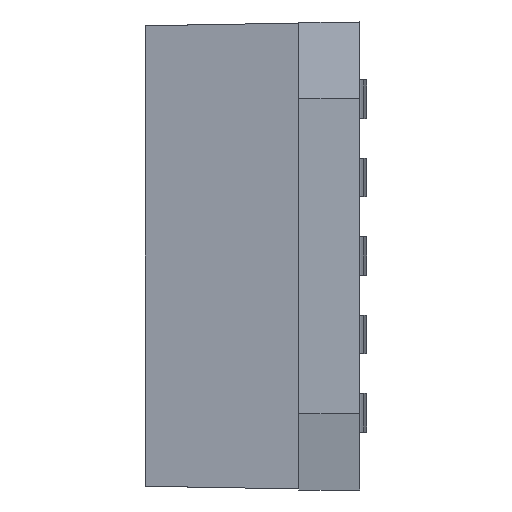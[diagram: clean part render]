
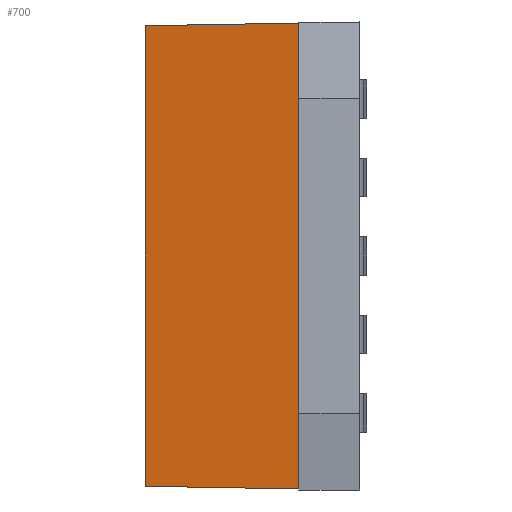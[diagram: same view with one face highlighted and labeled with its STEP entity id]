
A CAD part, left-side view. The second image highlights one B-rep face of the part: STEP entity #700.
In plain terms, the highlighted planar face has unit normal (-0.993, 0.122, 0).
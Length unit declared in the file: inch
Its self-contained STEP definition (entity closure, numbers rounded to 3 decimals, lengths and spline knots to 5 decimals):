
#50 = CARTESIAN_POINT ( 'NONE',  ( -0.2325, 0.052, -0.1 ) ) ;
#59 = EDGE_CURVE ( 'NONE', #2175, #1784, #1102, .T. ) ;
#92 = AXIS2_PLACEMENT_3D ( 'NONE', #1922, #1946, #1900 ) ;
#105 = EDGE_LOOP ( 'NONE', ( #2905, #406, #1423, #553, #2852, #3125 ) ) ;
#112 = DIRECTION ( 'NONE',  ( 0., 0., -1. ) ) ;
#187 = DIRECTION ( 'NONE',  ( 0., 0., -1. ) ) ;
#397 = VECTOR ( 'NONE', #112, 39.37008 ) ;
#406 = ORIENTED_EDGE ( 'NONE', *, *, #534, .T. ) ;
#436 = VERTEX_POINT ( 'NONE', #995 ) ;
#527 = VECTOR ( 'NONE', #1187, 39.37008 ) ;
#534 = EDGE_CURVE ( 'NONE', #1192, #2152, #1843, .T. ) ;
#553 = ORIENTED_EDGE ( 'NONE', *, *, #1339, .T. ) ;
#643 = FACE_OUTER_BOUND ( 'NONE', #105, .T. ) ;
#647 = LINE ( 'NONE', #2619, #2458 ) ;
#700 = ADVANCED_FACE ( 'NONE', ( #643 ), #3200, .T. ) ;
#946 = LINE ( 'NONE', #2167, #527 ) ;
#981 = DIRECTION ( 'NONE',  ( 0., 0., 1. ) ) ;
#995 = CARTESIAN_POINT ( 'NONE',  ( -0.2325, 0.052, 0.1 ) ) ;
#1088 = CARTESIAN_POINT ( 'NONE',  ( -0.216, 0.18638, 0.19675 ) ) ;
#1102 = LINE ( 'NONE', #1302, #397 ) ;
#1179 = VERTEX_POINT ( 'NONE', #2035 ) ;
#1187 = DIRECTION ( 'NONE',  ( 0., 0., -1. ) ) ;
#1192 = VERTEX_POINT ( 'NONE', #2550 ) ;
#1302 = CARTESIAN_POINT ( 'NONE',  ( -0.2325, 0.052, -0.2 ) ) ;
#1339 = EDGE_CURVE ( 'NONE', #1179, #1784, #647, .T. ) ;
#1387 = EDGE_CURVE ( 'NONE', #436, #2175, #946, .T. ) ;
#1423 = ORIENTED_EDGE ( 'NONE', *, *, #1480, .F. ) ;
#1430 = EDGE_CURVE ( 'NONE', #1192, #436, #1632, .T. ) ;
#1480 = EDGE_CURVE ( 'NONE', #1179, #2152, #2878, .T. ) ;
#1558 = VECTOR ( 'NONE', #981, 39.37008 ) ;
#1632 = LINE ( 'NONE', #1872, #2770 ) ;
#1784 = VERTEX_POINT ( 'NONE', #2344 ) ;
#1804 = DIRECTION ( 'NONE',  ( 0.122, 0.992, -0.017 ) ) ;
#1843 = LINE ( 'NONE', #1088, #2646 ) ;
#1872 = CARTESIAN_POINT ( 'NONE',  ( -0.2325, 0.052, -0.2 ) ) ;
#1900 = DIRECTION ( 'NONE',  ( 0., 0., -1. ) ) ;
#1909 = CARTESIAN_POINT ( 'NONE',  ( -0.21642, 0.183, 0.19681 ) ) ;
#1918 = CARTESIAN_POINT ( 'NONE',  ( -0.21642, 0.183, 0.2 ) ) ;
#1922 = CARTESIAN_POINT ( 'NONE',  ( -0.21642, 0.183, 0. ) ) ;
#1946 = DIRECTION ( 'NONE',  ( -0.993, 0.122, 0. ) ) ;
#2035 = CARTESIAN_POINT ( 'NONE',  ( -0.21642, 0.183, -0.19681 ) ) ;
#2104 = DIRECTION ( 'NONE',  ( -0.122, -0.992, -0.017 ) ) ;
#2152 = VERTEX_POINT ( 'NONE', #1909 ) ;
#2167 = CARTESIAN_POINT ( 'NONE',  ( -0.2325, 0.052, 0. ) ) ;
#2175 = VERTEX_POINT ( 'NONE', #50 ) ;
#2344 = CARTESIAN_POINT ( 'NONE',  ( -0.2325, 0.052, -0.19909 ) ) ;
#2458 = VECTOR ( 'NONE', #2104, 39.37008 ) ;
#2550 = CARTESIAN_POINT ( 'NONE',  ( -0.2325, 0.052, 0.19909 ) ) ;
#2619 = CARTESIAN_POINT ( 'NONE',  ( -0.216, 0.18638, -0.19675 ) ) ;
#2646 = VECTOR ( 'NONE', #1804, 39.37008 ) ;
#2770 = VECTOR ( 'NONE', #187, 39.37008 ) ;
#2852 = ORIENTED_EDGE ( 'NONE', *, *, #59, .F. ) ;
#2878 = LINE ( 'NONE', #1918, #1558 ) ;
#2905 = ORIENTED_EDGE ( 'NONE', *, *, #1430, .F. ) ;
#3125 = ORIENTED_EDGE ( 'NONE', *, *, #1387, .F. ) ;
#3200 = PLANE ( 'NONE',  #92 ) ;
